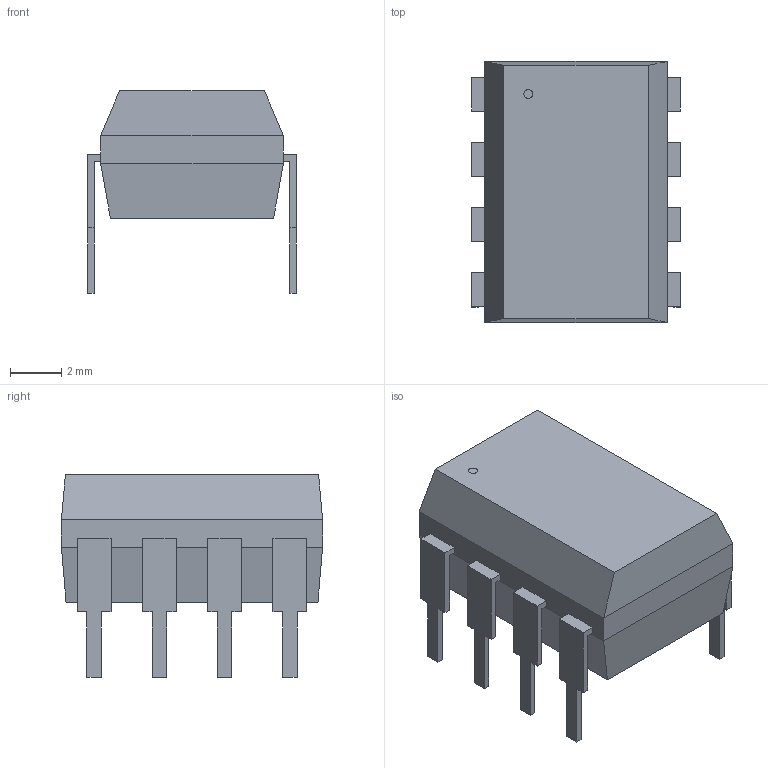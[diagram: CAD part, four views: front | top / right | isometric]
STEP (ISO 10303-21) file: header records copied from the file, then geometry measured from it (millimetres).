
FILE_DESCRIPTION( ( '' ), ' ' );
FILE_NAME( '5a336a2f20f3ae0dd33dadf0.step', '2017-12-15T06:22:40', ( '' ), ( '' ), ' ', ' ', ' ' );
FILE_SCHEMA( ( 'AUTOMOTIVE_DESIGN { 1 0 10303 214 1 1 1 1 }' ) );
Length unit declared in the file: metre
Products named in the file (10): Open CASCADE STEP translator 6.8 1
Bounding box: 8.13 x 10.16 x 7.88 mm (x, y, z)
Volume: 343.8 mm3; surface area: 404.3 mm2
Topology: 10 solids, 10 shells, 113 faces, 271 edges, 178 vertices
Faces by surface type: plane 112, cylinder 1
Full cylindrical faces by diameter (mm): 0.356 x1
Entity records: 5543 total; most frequent: CARTESIAN_POINT 586, ORIENTED_EDGE 540, DIRECTION 503, STYLED_ITEM 383, PRESENTATION_STYLE_ASSIGNMENT 383, COLOUR_RGB 383, EDGE_CURVE 270, CURVE_STYLE 270
